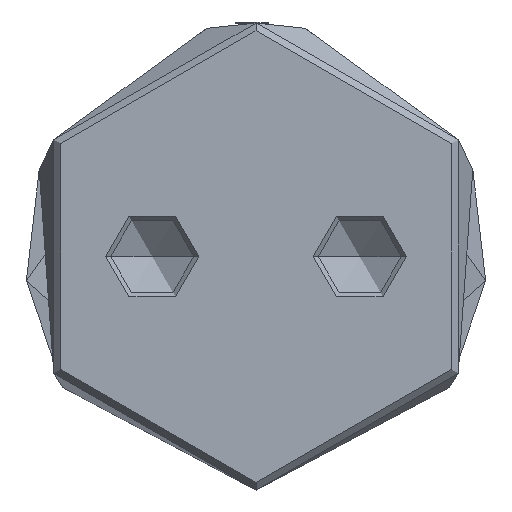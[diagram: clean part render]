
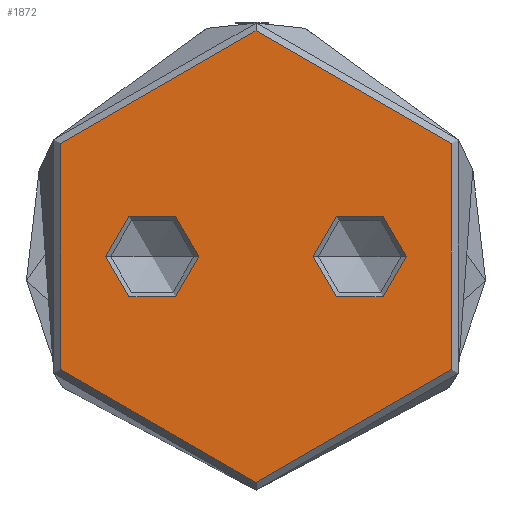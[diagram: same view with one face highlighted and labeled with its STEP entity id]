
A CAD part, front view. The second image highlights one B-rep face of the part: STEP entity #1872.
In plain terms, the highlighted face is planar.
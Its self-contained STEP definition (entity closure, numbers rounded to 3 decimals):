
#12 = VERTEX_POINT ( 'NONE', #4024 ) ;
#247 = DIRECTION ( 'NONE',  ( 1., 0., 0. ) ) ;
#485 = ORIENTED_EDGE ( 'NONE', *, *, #6098, .T. ) ;
#685 = DIRECTION ( 'NONE',  ( 0., 0., -1. ) ) ;
#761 = CARTESIAN_POINT ( 'NONE',  ( 0., 21.75, 0. ) ) ;
#895 = DIRECTION ( 'NONE',  ( 0., 0., -1. ) ) ;
#1009 = AXIS2_PLACEMENT_3D ( 'NONE', #1456, #4825, #1940 ) ;
#1029 = CARTESIAN_POINT ( 'NONE',  ( 0., 0., 0. ) ) ;
#1052 = DIRECTION ( 'NONE',  ( 0., 0., -1. ) ) ;
#1083 = ORIENTED_EDGE ( 'NONE', *, *, #4115, .T. ) ;
#1203 = PLANE ( 'NONE',  #4975 ) ;
#1337 = AXIS2_PLACEMENT_3D ( 'NONE', #6000, #3116, #247 ) ;
#1423 = VERTEX_POINT ( 'NONE', #5582 ) ;
#1439 = DIRECTION ( 'NONE',  ( 0., 0., -1. ) ) ;
#1456 = CARTESIAN_POINT ( 'NONE',  ( 10., 0., 0. ) ) ;
#1746 = FACE_BOUND ( 'NONE', #2233, .T. ) ;
#1872 = ADVANCED_FACE ( 'NONE', ( #1746, #4242, #3028 ), #1203, .T. ) ;
#1940 = DIRECTION ( 'NONE',  ( 1., 0., 0. ) ) ;
#2047 = EDGE_LOOP ( 'NONE', ( #1083, #485 ) ) ;
#2233 = EDGE_LOOP ( 'NONE', ( #2289, #3006 ) ) ;
#2275 = CIRCLE ( 'NONE', #1337, 4.5 ) ;
#2289 = ORIENTED_EDGE ( 'NONE', *, *, #4235, .T. ) ;
#2304 = CARTESIAN_POINT ( 'NONE',  ( -10., 0., 0. ) ) ;
#2408 = CARTESIAN_POINT ( 'NONE',  ( 0., -21.75, 0. ) ) ;
#2553 = ORIENTED_EDGE ( 'NONE', *, *, #5183, .F. ) ;
#2581 = CIRCLE ( 'NONE', #1009, 4.5 ) ;
#2789 = DIRECTION ( 'NONE',  ( -1., 0., 0. ) ) ;
#3006 = ORIENTED_EDGE ( 'NONE', *, *, #4307, .T. ) ;
#3028 = FACE_OUTER_BOUND ( 'NONE', #2047, .T. ) ;
#3066 = CIRCLE ( 'NONE', #3706, 21.75 ) ;
#3116 = DIRECTION ( 'NONE',  ( 0., 0., 1. ) ) ;
#3285 = EDGE_LOOP ( 'NONE', ( #5108, #2553 ) ) ;
#3543 = AXIS2_PLACEMENT_3D ( 'NONE', #2304, #5641, #2789 ) ;
#3586 = CARTESIAN_POINT ( 'NONE',  ( -10., 0., 0. ) ) ;
#3616 = VERTEX_POINT ( 'NONE', #761 ) ;
#3706 = AXIS2_PLACEMENT_3D ( 'NONE', #4316, #1439, #4808 ) ;
#3716 = DIRECTION ( 'NONE',  ( 0., 1., 0. ) ) ;
#3804 = CARTESIAN_POINT ( 'NONE',  ( 0., 0., 0. ) ) ;
#3931 = CIRCLE ( 'NONE', #4611, 4.5 ) ;
#4024 = CARTESIAN_POINT ( 'NONE',  ( -5.5, 0., 0. ) ) ;
#4076 = DIRECTION ( 'NONE',  ( -1., 0., 0. ) ) ;
#4096 = CARTESIAN_POINT ( 'NONE',  ( 14.5, 0., 0. ) ) ;
#4115 = EDGE_CURVE ( 'NONE', #5547, #3616, #5713, .T. ) ;
#4235 = EDGE_CURVE ( 'NONE', #5012, #4406, #2581, .T. ) ;
#4242 = FACE_BOUND ( 'NONE', #3285, .T. ) ;
#4272 = DIRECTION ( 'NONE',  ( 0., 1., 0. ) ) ;
#4307 = EDGE_CURVE ( 'NONE', #4406, #5012, #2275, .T. ) ;
#4316 = CARTESIAN_POINT ( 'NONE',  ( 0., 0., 0. ) ) ;
#4406 = VERTEX_POINT ( 'NONE', #5652 ) ;
#4611 = AXIS2_PLACEMENT_3D ( 'NONE', #3586, #685, #4076 ) ;
#4808 = DIRECTION ( 'NONE',  ( 0., 1., 0. ) ) ;
#4825 = DIRECTION ( 'NONE',  ( 0., 0., 1. ) ) ;
#4930 = EDGE_CURVE ( 'NONE', #1423, #12, #3931, .T. ) ;
#4975 = AXIS2_PLACEMENT_3D ( 'NONE', #1029, #1052, #3716 ) ;
#5012 = VERTEX_POINT ( 'NONE', #4096 ) ;
#5108 = ORIENTED_EDGE ( 'NONE', *, *, #4930, .F. ) ;
#5183 = EDGE_CURVE ( 'NONE', #12, #1423, #5397, .T. ) ;
#5397 = CIRCLE ( 'NONE', #3543, 4.5 ) ;
#5547 = VERTEX_POINT ( 'NONE', #2408 ) ;
#5582 = CARTESIAN_POINT ( 'NONE',  ( -14.5, 0., 0. ) ) ;
#5642 = AXIS2_PLACEMENT_3D ( 'NONE', #3804, #895, #4272 ) ;
#5641 = DIRECTION ( 'NONE',  ( 0., 0., -1. ) ) ;
#5652 = CARTESIAN_POINT ( 'NONE',  ( 5.5, 0., 0. ) ) ;
#5713 = CIRCLE ( 'NONE', #5642, 21.75 ) ;
#6000 = CARTESIAN_POINT ( 'NONE',  ( 10., 0., 0. ) ) ;
#6098 = EDGE_CURVE ( 'NONE', #3616, #5547, #3066, .T. ) ;
